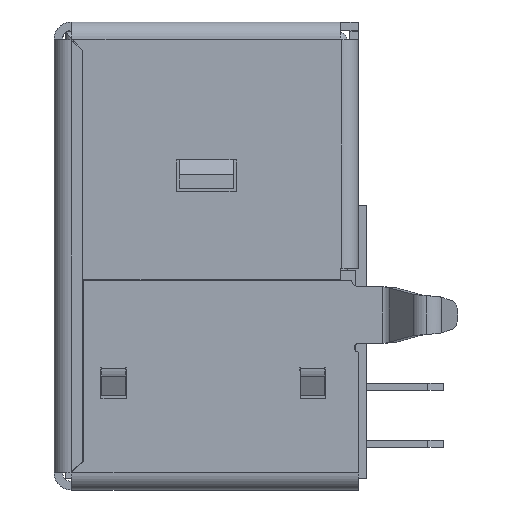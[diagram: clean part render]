
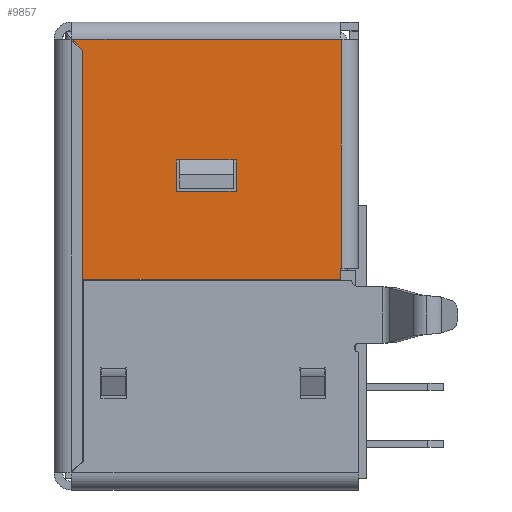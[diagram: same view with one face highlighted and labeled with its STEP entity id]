
A CAD part, left-side view. The second image highlights one B-rep face of the part: STEP entity #9857.
In plain terms, the highlighted planar face has unit normal (-1, 0, 0).
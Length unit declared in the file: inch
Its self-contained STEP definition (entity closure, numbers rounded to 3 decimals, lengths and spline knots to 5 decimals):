
#79 = EDGE_CURVE ( 'NONE', #1294, #15842, #6340, .T. ) ;
#226 = LINE ( 'NONE', #1807, #7438 ) ;
#251 = VECTOR ( 'NONE', #15570, 39.37008 ) ;
#345 = EDGE_CURVE ( 'NONE', #15563, #4022, #1759, .T. ) ;
#352 = CARTESIAN_POINT ( 'NONE',  ( -0.23819, 0.23622, -0.17717 ) ) ;
#709 = VERTEX_POINT ( 'NONE', #2692 ) ;
#769 = VERTEX_POINT ( 'NONE', #6665 ) ;
#777 = DIRECTION ( 'NONE',  ( -1., 0., 0. ) ) ;
#1177 = LINE ( 'NONE', #10027, #14307 ) ;
#1279 = DIRECTION ( 'NONE',  ( 0., 0., 1. ) ) ;
#1294 = VERTEX_POINT ( 'NONE', #9318 ) ;
#1386 = LINE ( 'NONE', #2326, #9931 ) ;
#1405 = CARTESIAN_POINT ( 'NONE',  ( -0.23819, 0.19429, -0.01102 ) ) ;
#1759 = LINE ( 'NONE', #8254, #13394 ) ;
#1807 = CARTESIAN_POINT ( 'NONE',  ( -0.23819, 0.38071, -0.17618 ) ) ;
#1889 = CARTESIAN_POINT ( 'NONE',  ( -0.23819, 0.38071, -0.01047 ) ) ;
#2035 = VERTEX_POINT ( 'NONE', #4553 ) ;
#2050 = FACE_BOUND ( 'NONE', #3660, .T. ) ;
#2117 = VECTOR ( 'NONE', #7567, 39.37008 ) ;
#2326 = CARTESIAN_POINT ( 'NONE',  ( -0.23819, 0.19429, -0.17717 ) ) ;
#2384 = VERTEX_POINT ( 'NONE', #16048 ) ;
#2423 = LINE ( 'NONE', #4573, #2117 ) ;
#2585 = ORIENTED_EDGE ( 'NONE', *, *, #10666, .T. ) ;
#2692 = CARTESIAN_POINT ( 'NONE',  ( -0.23819, 0.00906, -0.00984 ) ) ;
#2707 = VECTOR ( 'NONE', #12374, 39.37008 ) ;
#2998 = DIRECTION ( 'NONE',  ( 0., 0., -1. ) ) ;
#3115 = EDGE_CURVE ( 'NONE', #13969, #11854, #8228, .T. ) ;
#3200 = DIRECTION ( 'NONE',  ( 0., -1., 0. ) ) ;
#3350 = ORIENTED_EDGE ( 'NONE', *, *, #79, .T. ) ;
#3356 = EDGE_LOOP ( 'NONE', ( #4167, #15614, #6466, #13264, #2585, #9442, #5147, #13715, #6961, #8716 ) ) ;
#3416 = DIRECTION ( 'NONE',  ( 0., 0., -1. ) ) ;
#3595 = DIRECTION ( 'NONE',  ( 0., -1., 0. ) ) ;
#3635 = VERTEX_POINT ( 'NONE', #10621 ) ;
#3660 = EDGE_LOOP ( 'NONE', ( #3350, #16426, #6712, #4625 ) ) ;
#3934 = DIRECTION ( 'NONE',  ( 0., -1., 0. ) ) ;
#4022 = VERTEX_POINT ( 'NONE', #12472 ) ;
#4167 = ORIENTED_EDGE ( 'NONE', *, *, #3115, .T. ) ;
#4249 = EDGE_CURVE ( 'NONE', #14956, #1294, #1386, .T. ) ;
#4553 = CARTESIAN_POINT ( 'NONE',  ( -0.23819, 0.38071, -0.00984 ) ) ;
#4573 = CARTESIAN_POINT ( 'NONE',  ( -0.23819, 0.00787, -0.17618 ) ) ;
#4625 = ORIENTED_EDGE ( 'NONE', *, *, #4249, .T. ) ;
#4660 = VECTOR ( 'NONE', #1279, 39.37008 ) ;
#4757 = FACE_OUTER_BOUND ( 'NONE', #3356, .T. ) ;
#4772 = VERTEX_POINT ( 'NONE', #14514 ) ;
#4862 = CARTESIAN_POINT ( 'NONE',  ( -0.23819, 0.19429, -0.32677 ) ) ;
#4941 = LINE ( 'NONE', #4862, #6397 ) ;
#5142 = CARTESIAN_POINT ( 'NONE',  ( -0.23819, 0.00906, -0.33465 ) ) ;
#5147 = ORIENTED_EDGE ( 'NONE', *, *, #345, .T. ) ;
#5384 = EDGE_CURVE ( 'NONE', #2035, #769, #226, .T. ) ;
#5794 = DIRECTION ( 'NONE',  ( 0., -0.707, -0.707 ) ) ;
#6340 = LINE ( 'NONE', #10978, #7747 ) ;
#6397 = VECTOR ( 'NONE', #3595, 39.37008 ) ;
#6466 = ORIENTED_EDGE ( 'NONE', *, *, #16055, .T. ) ;
#6507 = VECTOR ( 'NONE', #16190, 39.37008 ) ;
#6665 = CARTESIAN_POINT ( 'NONE',  ( -0.23819, 0.38071, -0.01047 ) ) ;
#6692 = VECTOR ( 'NONE', #5794, 39.37008 ) ;
#6712 = ORIENTED_EDGE ( 'NONE', *, *, #9913, .T. ) ;
#6884 = LINE ( 'NONE', #1889, #6692 ) ;
#6935 = EDGE_CURVE ( 'NONE', #12164, #15563, #12805, .T. ) ;
#6961 = ORIENTED_EDGE ( 'NONE', *, *, #12646, .T. ) ;
#7247 = LINE ( 'NONE', #13808, #2707 ) ;
#7438 = VECTOR ( 'NONE', #2998, 39.37008 ) ;
#7567 = DIRECTION ( 'NONE',  ( 0., 0., 1. ) ) ;
#7670 = CARTESIAN_POINT ( 'NONE',  ( -0.23819, 0.36558, -0.17618 ) ) ;
#7747 = VECTOR ( 'NONE', #3416, 39.37008 ) ;
#8228 = LINE ( 'NONE', #1405, #251 ) ;
#8254 = CARTESIAN_POINT ( 'NONE',  ( -0.23819, 0.19429, -0.34252 ) ) ;
#8295 = CARTESIAN_POINT ( 'NONE',  ( -0.23819, 0.36558, -0.34252 ) ) ;
#8522 = LINE ( 'NONE', #16431, #6507 ) ;
#8616 = PLANE ( 'NONE',  #14584 ) ;
#8695 = CARTESIAN_POINT ( 'NONE',  ( -0.23819, 0.00906, -0.01102 ) ) ;
#8716 = ORIENTED_EDGE ( 'NONE', *, *, #12275, .T. ) ;
#9318 = CARTESIAN_POINT ( 'NONE',  ( -0.23819, 0.15354, -0.17717 ) ) ;
#9442 = ORIENTED_EDGE ( 'NONE', *, *, #6935, .T. ) ;
#9857 = ADVANCED_FACE ( 'NONE', ( #2050, #4757 ), #8616, .T. ) ;
#9882 = CARTESIAN_POINT ( 'NONE',  ( -0.23819, 0.38071, -0.34252 ) ) ;
#9913 = EDGE_CURVE ( 'NONE', #2384, #14956, #15436, .T. ) ;
#9931 = VECTOR ( 'NONE', #3934, 39.37008 ) ;
#10027 = CARTESIAN_POINT ( 'NONE',  ( -0.23819, 0.19429, -0.22047 ) ) ;
#10087 = LINE ( 'NONE', #5142, #16555 ) ;
#10103 = DIRECTION ( 'NONE',  ( 0., 1., 0. ) ) ;
#10171 = EDGE_CURVE ( 'NONE', #15842, #2384, #1177, .T. ) ;
#10621 = CARTESIAN_POINT ( 'NONE',  ( -0.23819, 0.00787, -0.32677 ) ) ;
#10666 = EDGE_CURVE ( 'NONE', #769, #12164, #6884, .T. ) ;
#10978 = CARTESIAN_POINT ( 'NONE',  ( -0.23819, 0.15354, -0.17618 ) ) ;
#11270 = CARTESIAN_POINT ( 'NONE',  ( -0.23819, 0.00787, -0.01102 ) ) ;
#11854 = VERTEX_POINT ( 'NONE', #8695 ) ;
#12164 = VERTEX_POINT ( 'NONE', #13078 ) ;
#12275 = EDGE_CURVE ( 'NONE', #3635, #13969, #2423, .T. ) ;
#12374 = DIRECTION ( 'NONE',  ( 0., 1., 0. ) ) ;
#12472 = CARTESIAN_POINT ( 'NONE',  ( -0.23819, 0.00906, -0.34252 ) ) ;
#12646 = EDGE_CURVE ( 'NONE', #4772, #3635, #4941, .T. ) ;
#12742 = CARTESIAN_POINT ( 'NONE',  ( -0.23819, 0.23622, -0.17618 ) ) ;
#12803 = VECTOR ( 'NONE', #15416, 39.37008 ) ;
#12805 = LINE ( 'NONE', #7670, #12803 ) ;
#13069 = CARTESIAN_POINT ( 'NONE',  ( -0.23819, 0.15354, -0.22047 ) ) ;
#13078 = CARTESIAN_POINT ( 'NONE',  ( -0.23819, 0.36558, -0.02559 ) ) ;
#13264 = ORIENTED_EDGE ( 'NONE', *, *, #5384, .T. ) ;
#13394 = VECTOR ( 'NONE', #3200, 39.37008 ) ;
#13715 = ORIENTED_EDGE ( 'NONE', *, *, #13928, .T. ) ;
#13808 = CARTESIAN_POINT ( 'NONE',  ( -0.23819, 0.19488, -0.00984 ) ) ;
#13928 = EDGE_CURVE ( 'NONE', #4022, #4772, #10087, .T. ) ;
#13966 = DIRECTION ( 'NONE',  ( 0., 0., 1. ) ) ;
#13969 = VERTEX_POINT ( 'NONE', #11270 ) ;
#14307 = VECTOR ( 'NONE', #10103, 39.37008 ) ;
#14514 = CARTESIAN_POINT ( 'NONE',  ( -0.23819, 0.00906, -0.32677 ) ) ;
#14584 = AXIS2_PLACEMENT_3D ( 'NONE', #9882, #777, #14939 ) ;
#14939 = DIRECTION ( 'NONE',  ( 0., -1., 0. ) ) ;
#14956 = VERTEX_POINT ( 'NONE', #352 ) ;
#15416 = DIRECTION ( 'NONE',  ( 0., 0., -1. ) ) ;
#15436 = LINE ( 'NONE', #12742, #4660 ) ;
#15563 = VERTEX_POINT ( 'NONE', #8295 ) ;
#15570 = DIRECTION ( 'NONE',  ( 0., 1., 0. ) ) ;
#15614 = ORIENTED_EDGE ( 'NONE', *, *, #15665, .T. ) ;
#15665 = EDGE_CURVE ( 'NONE', #11854, #709, #8522, .T. ) ;
#15842 = VERTEX_POINT ( 'NONE', #13069 ) ;
#16048 = CARTESIAN_POINT ( 'NONE',  ( -0.23819, 0.23622, -0.22047 ) ) ;
#16055 = EDGE_CURVE ( 'NONE', #709, #2035, #7247, .T. ) ;
#16190 = DIRECTION ( 'NONE',  ( 0., 0., 1. ) ) ;
#16426 = ORIENTED_EDGE ( 'NONE', *, *, #10171, .T. ) ;
#16431 = CARTESIAN_POINT ( 'NONE',  ( -0.23819, 0.00906, -0.17618 ) ) ;
#16555 = VECTOR ( 'NONE', #13966, 39.37008 ) ;
